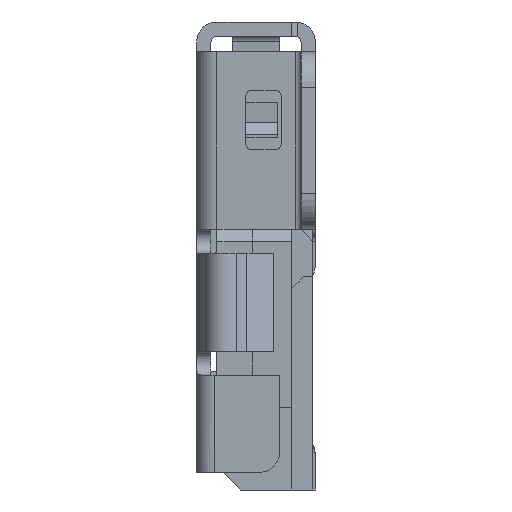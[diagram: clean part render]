
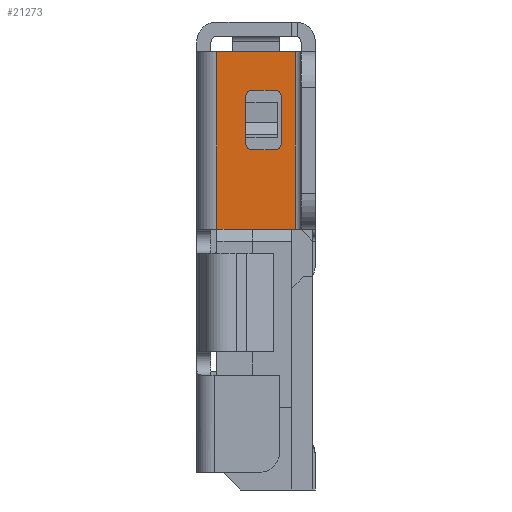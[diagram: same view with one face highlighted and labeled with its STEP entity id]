
A CAD part, left-side view. The second image highlights one B-rep face of the part: STEP entity #21273.
In plain terms, the highlighted planar face has unit normal (-1, 0, 0).
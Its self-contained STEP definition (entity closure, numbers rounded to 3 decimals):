
#1787=DIRECTION('',(0.,-1.,0.));
#1788=VECTOR('',#1787,0.33);
#1789=CARTESIAN_POINT('',(-9.735,0.105,-0.3));
#1790=LINE('',#1789,#1788);
#1895=DIRECTION('',(0.,-1.,0.));
#1896=VECTOR('',#1895,0.03);
#1897=CARTESIAN_POINT('',(-9.735,-0.225,-0.3));
#1898=LINE('',#1897,#1896);
#1925=DIRECTION('',(0.,-1.,0.));
#1926=VECTOR('',#1925,0.3);
#1927=CARTESIAN_POINT('',(-9.735,0.405,-0.3));
#1928=LINE('',#1927,#1926);
#1937=DIRECTION('',(0.,0.,1.));
#1938=VECTOR('',#1937,1.5);
#1939=CARTESIAN_POINT('',(-9.735,0.405,-0.3));
#1940=LINE('',#1939,#1938);
#1941=DIRECTION('',(0.,-1.,0.));
#1942=VECTOR('',#1941,0.66);
#1943=CARTESIAN_POINT('',(-9.735,0.405,1.2));
#1944=LINE('',#1943,#1942);
#1945=DIRECTION('',(0.,0.,-1.));
#1946=VECTOR('',#1945,0.4);
#1947=CARTESIAN_POINT('',(-9.735,-0.138,0.823));
#1948=LINE('',#1947,#1946);
#1949=DIRECTION('',(0.,-1.,0.));
#1950=VECTOR('',#1949,0.2);
#1951=CARTESIAN_POINT('',(-9.735,0.112,0.873));
#1952=LINE('',#1951,#1950);
#1953=DIRECTION('',(0.,0.,1.));
#1954=VECTOR('',#1953,0.4);
#1955=CARTESIAN_POINT('',(-9.735,0.162,0.423));
#1956=LINE('',#1955,#1954);
#1957=DIRECTION('',(0.,1.,0.));
#1958=VECTOR('',#1957,0.2);
#1959=CARTESIAN_POINT('',(-9.735,-0.088,0.373));
#1960=LINE('',#1959,#1958);
#14725=DIRECTION('',(0.,0.,-1.));
#14726=VECTOR('',#14725,1.5);
#14727=CARTESIAN_POINT('',(-9.735,-0.255,1.2));
#14728=LINE('',#14727,#14726);
#14742=CARTESIAN_POINT('',(-9.735,0.112,0.823));
#14743=DIRECTION('',(1.,0.,0.));
#14744=DIRECTION('',(0.,1.,0.));
#14745=AXIS2_PLACEMENT_3D('',#14742,#14743,#14744);
#14760=CARTESIAN_POINT('',(-9.735,0.112,0.423));
#14761=DIRECTION('',(1.,0.,0.));
#14762=DIRECTION('',(0.,0.,-1.));
#14763=AXIS2_PLACEMENT_3D('',#14760,#14761,#14762);
#14778=CARTESIAN_POINT('',(-9.735,-0.088,0.423));
#14779=DIRECTION('',(1.,0.,0.));
#14780=DIRECTION('',(0.,-1.,0.));
#14781=AXIS2_PLACEMENT_3D('',#14778,#14779,#14780);
#14796=CARTESIAN_POINT('',(-9.735,-0.088,0.823));
#14797=DIRECTION('',(1.,0.,0.));
#14798=DIRECTION('',(0.,0.,1.));
#14799=AXIS2_PLACEMENT_3D('',#14796,#14797,#14798);
#16613=CARTESIAN_POINT('',(-9.735,-0.255,1.2));
#16615=VERTEX_POINT('',#16613);
#16633=CARTESIAN_POINT('',(-9.735,-0.225,-0.3));
#16635=VERTEX_POINT('',#16633);
#16653=CARTESIAN_POINT('',(-9.735,-0.255,-0.3));
#16654=VERTEX_POINT('',#16653);
#16657=CARTESIAN_POINT('',(-9.735,0.105,-0.3));
#16659=VERTEX_POINT('',#16657);
#16669=CARTESIAN_POINT('',(-9.735,0.405,-0.3));
#16670=VERTEX_POINT('',#16669);
#16797=CARTESIAN_POINT('',(-9.735,0.405,1.2));
#16799=VERTEX_POINT('',#16797);
#19611=CARTESIAN_POINT('',(-9.735,0.112,0.873));
#19613=VERTEX_POINT('',#19611);
#19615=CARTESIAN_POINT('',(-9.735,0.162,0.823));
#19617=VERTEX_POINT('',#19615);
#19619=CARTESIAN_POINT('',(-9.735,-0.138,0.823));
#19621=VERTEX_POINT('',#19619);
#19623=CARTESIAN_POINT('',(-9.735,-0.088,0.873));
#19625=VERTEX_POINT('',#19623);
#19627=CARTESIAN_POINT('',(-9.735,-0.088,0.373));
#19629=VERTEX_POINT('',#19627);
#19631=CARTESIAN_POINT('',(-9.735,-0.138,0.423));
#19633=VERTEX_POINT('',#19631);
#19635=CARTESIAN_POINT('',(-9.735,0.162,0.423));
#19637=VERTEX_POINT('',#19635);
#19639=CARTESIAN_POINT('',(-9.735,0.112,0.373));
#19641=VERTEX_POINT('',#19639);
#21239=CARTESIAN_POINT('',(-9.735,0.575,-0.3));
#21240=DIRECTION('',(-1.,0.,0.));
#21241=DIRECTION('',(0.,0.,1.));
#21242=AXIS2_PLACEMENT_3D('',#21239,#21240,#21241);
#21243=PLANE('',#21242);
#21244=ORIENTED_EDGE('',*,*,#21230,.F.);
#21246=ORIENTED_EDGE('',*,*,#21245,.T.);
#21248=ORIENTED_EDGE('',*,*,#21247,.T.);
#21250=ORIENTED_EDGE('',*,*,#21249,.T.);
#21251=ORIENTED_EDGE('',*,*,#21197,.F.);
#21252=ORIENTED_EDGE('',*,*,#21069,.F.);
#21253=EDGE_LOOP('',(#21244,#21246,#21248,#21250,#21251,#21252));
#21254=FACE_OUTER_BOUND('',#21253,.F.);
#21256=ORIENTED_EDGE('',*,*,#21255,.F.);
#21258=ORIENTED_EDGE('',*,*,#21257,.F.);
#21260=ORIENTED_EDGE('',*,*,#21259,.F.);
#21262=ORIENTED_EDGE('',*,*,#21261,.F.);
#21264=ORIENTED_EDGE('',*,*,#21263,.F.);
#21266=ORIENTED_EDGE('',*,*,#21265,.F.);
#21268=ORIENTED_EDGE('',*,*,#21267,.F.);
#21270=ORIENTED_EDGE('',*,*,#21269,.F.);
#21271=EDGE_LOOP('',(#21256,#21258,#21260,#21262,#21264,#21266,#21268,#21270));
#21272=FACE_BOUND('',#21271,.F.);
#21273=ADVANCED_FACE('',(#21254,#21272),#21243,.T.);
#14746=CIRCLE('',#14745,0.05);
#14764=CIRCLE('',#14763,0.05);
#14782=CIRCLE('',#14781,0.05);
#14800=CIRCLE('',#14799,0.05);
#21069=EDGE_CURVE('',#16659,#16635,#1790,.T.);
#21197=EDGE_CURVE('',#16635,#16654,#1898,.T.);
#21230=EDGE_CURVE('',#16670,#16659,#1928,.T.);
#21245=EDGE_CURVE('',#16670,#16799,#1940,.T.);
#21247=EDGE_CURVE('',#16799,#16615,#1944,.T.);
#21249=EDGE_CURVE('',#16615,#16654,#14728,.T.);
#21255=EDGE_CURVE('',#19621,#19633,#1948,.T.);
#21257=EDGE_CURVE('',#19625,#19621,#14800,.T.);
#21259=EDGE_CURVE('',#19613,#19625,#1952,.T.);
#21261=EDGE_CURVE('',#19617,#19613,#14746,.T.);
#21263=EDGE_CURVE('',#19637,#19617,#1956,.T.);
#21265=EDGE_CURVE('',#19641,#19637,#14764,.T.);
#21267=EDGE_CURVE('',#19629,#19641,#1960,.T.);
#21269=EDGE_CURVE('',#19633,#19629,#14782,.T.);
